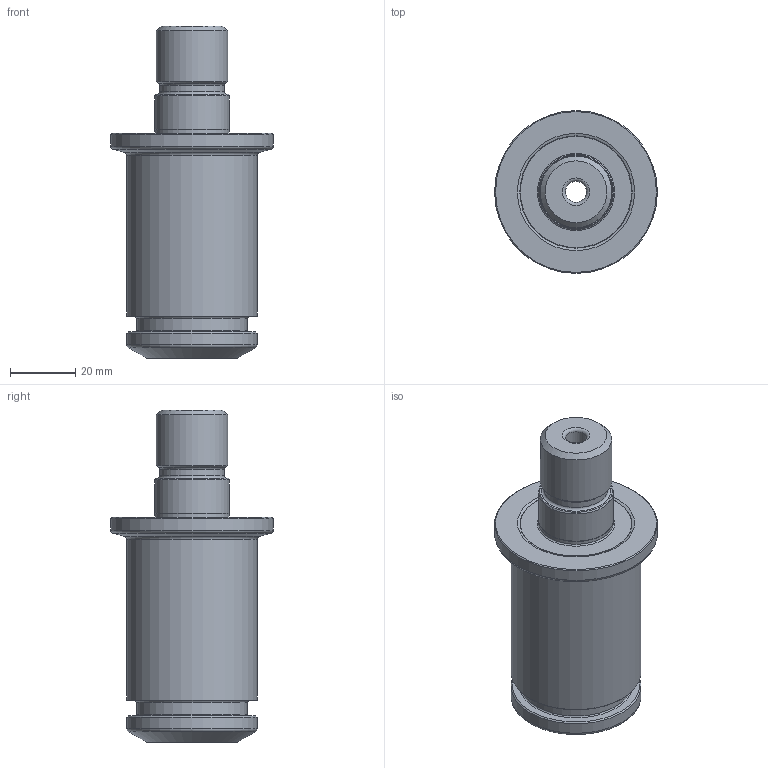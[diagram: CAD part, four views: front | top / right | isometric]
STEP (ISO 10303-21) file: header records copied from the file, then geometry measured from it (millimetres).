
FILE_DESCRIPTION(/* description */ (''),/* implementation_level */ '2;1');
FILE_NAME(/* name */ '826721253.stp',/* time_stamp */ '2021-09-03T15:38:51',/* author */ ('LRA'),/* organization */ ('REGO-FIX'),/* preprocessor_version */ ' Unknown',/* originating_system */ 'SIEMENS PLM Software Solid Edge ST10',/* authorization */ 'Unknown');
FILE_SCHEMA (('AUTOMOTIVE_DESIGN { 1 0 10303 214 2 1 1}'));
Length unit declared in the file: millimetre
Products named in the file (1): NOCUT
Bounding box: 50 x 50 x 102 mm (x, y, z)
Volume: 68662.8 mm3; surface area: 20445.1 mm2
Topology: 1 solids, 1 shells, 41 faces, 78 edges, 45 vertices
Faces by surface type: cone 12, torus 11, cylinder 10, plane 8
Full cylindrical faces by diameter (mm): 6.5 x1, 19.7 x1, 22 x1, 22.9 x1, 23 x1, 25 x1, 34 x1, 40 x2, 50 x1
Entity records: 1154 total; most frequent: DIRECTION 172, CARTESIAN_POINT 127, AXIS2_PLACEMENT_3D 86, ORIENTED_EDGE 82, EDGE_LOOP 82, FACE_BOUND 82, EDGE_CURVE 41, VERTEX_POINT 41
